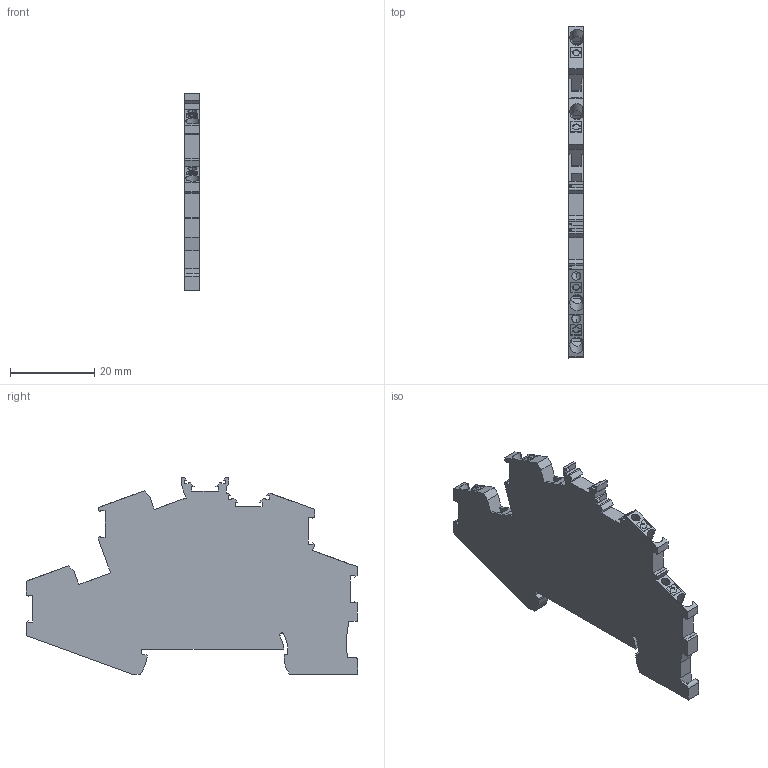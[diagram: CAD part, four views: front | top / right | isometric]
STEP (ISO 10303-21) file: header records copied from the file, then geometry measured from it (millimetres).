
FILE_DESCRIPTION(('Creo Elements/Direct Modeling STEP Export'),'2;1');
FILE_NAME('model.stp','2017-10-08T13:20:21',(''),(''),'Creo Elements/Direct Modeling STEP processor for AP214 (Solid Model)','Creo Elements/Direct Modeling 18.1I 14-Aug-2016 (C) Parametric Technology GmbH','');
FILE_SCHEMA(('AUTOMOTIVE_DESIGN { 1 0 10303 214 1 1 1 1 }'));
Length unit declared in the file: millimetre
Products named in the file (2): PTTBS_1.5_S_BU-select
Assembly tree (1 placements, depth 2):
  PTTBS_1.5_S_BU-select
    PTTBS_1.5_S_BU-select
Bounding box: 3.5 x 78.8 x 46.72 mm (x, y, z)
Volume: 7814.3 mm3; surface area: 6801.4 mm2
Topology: 1 solids, 1 shells, 317 faces, 923 edges, 614 vertices
Faces by surface type: plane 264, cylinder 49, cone 4
Entity records: 14308 total; most frequent: CARTESIAN_POINT 3335, ORIENTED_EDGE 1846, DIRECTION 1606, EDGE_CURVE 923, VECTOR 764, LINE 764, VERTEX_POINT 614, AXIS2_PLACEMENT_3D 421
